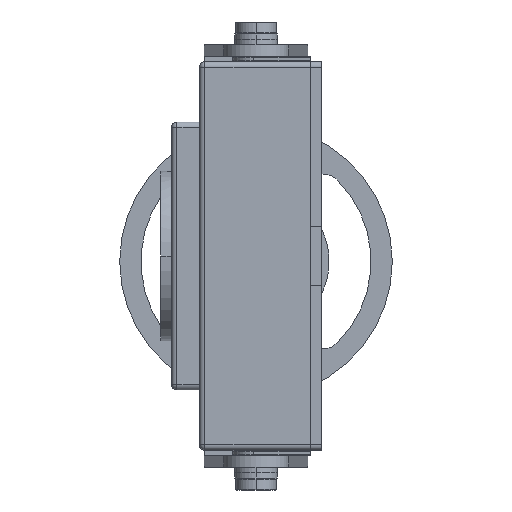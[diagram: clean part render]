
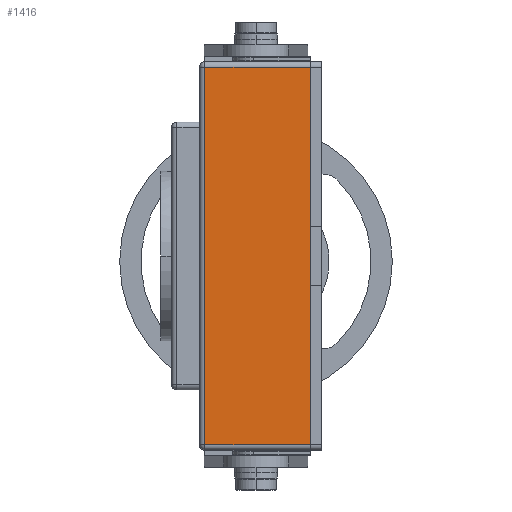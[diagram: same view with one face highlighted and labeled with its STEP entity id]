
A CAD part, left-side view. The second image highlights one B-rep face of the part: STEP entity #1416.
In plain terms, the highlighted planar face has unit normal (-1, 0, 0).
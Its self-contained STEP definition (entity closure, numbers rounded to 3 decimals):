
#1298 = LINE ( 'NONE', #25457, #9673 ) ;
#1329 = CARTESIAN_POINT ( 'NONE',  ( -17.85, 9.7, -17.35 ) ) ;
#1335 = LINE ( 'NONE', #20656, #3439 ) ;
#1416 = ADVANCED_FACE ( 'NONE', ( #21934 ), #4348, .T. ) ;
#3170 = EDGE_LOOP ( 'NONE', ( #12886, #12840, #23661, #13288 ) ) ;
#3439 = VECTOR ( 'NONE', #24920, 1000. ) ;
#3501 = CARTESIAN_POINT ( 'NONE',  ( -17.85, 0., -17.35 ) ) ;
#4039 = LINE ( 'NONE', #16560, #12357 ) ;
#4348 = PLANE ( 'NONE',  #6340 ) ;
#5294 = CARTESIAN_POINT ( 'NONE',  ( -17.85, 9.7, 17.35 ) ) ;
#5871 = CARTESIAN_POINT ( 'NONE',  ( -17.85, 0., 17.35 ) ) ;
#6340 = AXIS2_PLACEMENT_3D ( 'NONE', #20782, #23060, #20915 ) ;
#9673 = VECTOR ( 'NONE', #12174, 1000. ) ;
#11196 = VECTOR ( 'NONE', #18790, 1000. ) ;
#11532 = CARTESIAN_POINT ( 'NONE',  ( -17.85, 9.7, -17.35 ) ) ;
#12174 = DIRECTION ( 'NONE',  ( 0., -1., 0. ) ) ;
#12357 = VECTOR ( 'NONE', #21620, 1000. ) ;
#12840 = ORIENTED_EDGE ( 'NONE', *, *, #15857, .T. ) ;
#12886 = ORIENTED_EDGE ( 'NONE', *, *, #17428, .F. ) ;
#13288 = ORIENTED_EDGE ( 'NONE', *, *, #19005, .F. ) ;
#15857 = EDGE_CURVE ( 'NONE', #25952, #19098, #1298, .T. ) ;
#16560 = CARTESIAN_POINT ( 'NONE',  ( -17.85, 0., -17.35 ) ) ;
#17428 = EDGE_CURVE ( 'NONE', #25952, #24544, #20650, .T. ) ;
#18790 = DIRECTION ( 'NONE',  ( 0., 0., 1. ) ) ;
#19005 = EDGE_CURVE ( 'NONE', #24544, #26302, #1335, .T. ) ;
#19098 = VERTEX_POINT ( 'NONE', #3501 ) ;
#20650 = LINE ( 'NONE', #1329, #11196 ) ;
#20656 = CARTESIAN_POINT ( 'NONE',  ( -17.85, 9.7, 17.35 ) ) ;
#20782 = CARTESIAN_POINT ( 'NONE',  ( -17.85, 0., -17.85 ) ) ;
#20915 = DIRECTION ( 'NONE',  ( 0., 0., 1. ) ) ;
#21620 = DIRECTION ( 'NONE',  ( 0., 0., 1. ) ) ;
#21934 = FACE_OUTER_BOUND ( 'NONE', #3170, .T. ) ;
#23060 = DIRECTION ( 'NONE',  ( -1., 0., 0. ) ) ;
#23661 = ORIENTED_EDGE ( 'NONE', *, *, #26008, .T. ) ;
#24544 = VERTEX_POINT ( 'NONE', #5294 ) ;
#24920 = DIRECTION ( 'NONE',  ( 0., -1., 0. ) ) ;
#25457 = CARTESIAN_POINT ( 'NONE',  ( -17.85, 9.7, -17.35 ) ) ;
#25952 = VERTEX_POINT ( 'NONE', #11532 ) ;
#26008 = EDGE_CURVE ( 'NONE', #19098, #26302, #4039, .T. ) ;
#26302 = VERTEX_POINT ( 'NONE', #5871 ) ;
